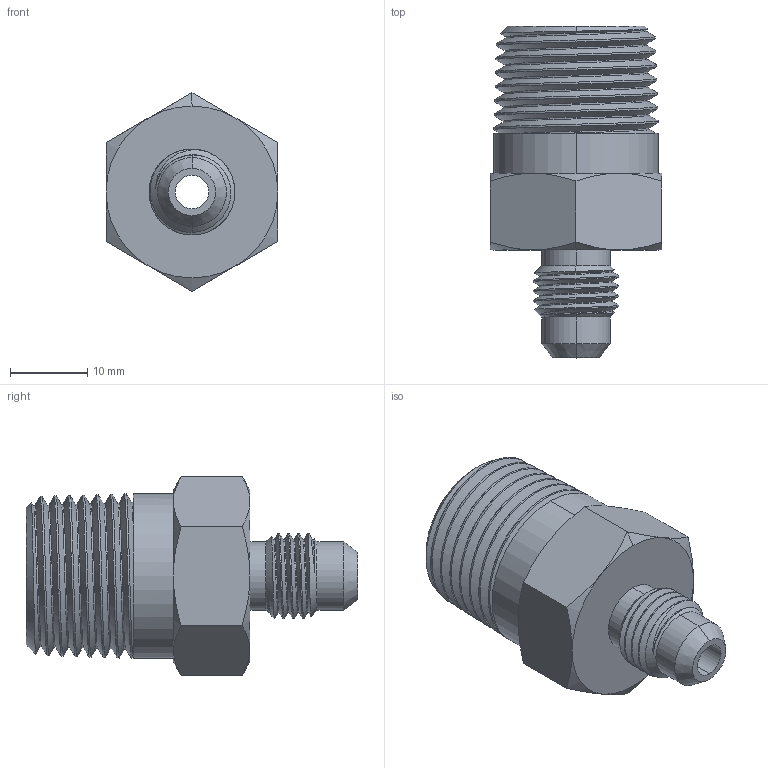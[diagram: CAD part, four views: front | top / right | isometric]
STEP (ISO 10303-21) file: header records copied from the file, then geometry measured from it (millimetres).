
FILE_DESCRIPTION(/* description */ (''),/* implementation_level */ '2;1');
FILE_NAME(/* name */ '2404-04-08.stp',/* time_stamp */ '2023-05-26T16:25:04-04:00',/* author */ ('esanner'),/* organization */ (''),/* preprocessor_version */ 'ST-DEVELOPER v19',/* originating_system */ 'AutoCAD Mechanical',/* authorisation */ '');
FILE_SCHEMA (('AUTOMOTIVE_DESIGN { 1 0 10303 214 3 1 1 }'));
Length unit declared in the file: millimetre
Products named in the file (1): Product
Bounding box: 22.23 x 42.93 x 25.66 mm (x, y, z)
Volume: 10637.9 mm3; surface area: 4409.1 mm2
Topology: 1 solids, 1 shells, 79 faces, 201 edges, 126 vertices
Faces by surface type: cone 40, cylinder 23, plane 11, bspline 5
Full cylindrical faces by diameter (mm): 9.463 x4
Entity records: 8272 total; most frequent: CARTESIAN_POINT 6572, ORIENTED_EDGE 402, DIRECTION 296, EDGE_CURVE 201, VERTEX_POINT 126, AXIS2_PLACEMENT_3D 121, EDGE_LOOP 83, FACE_OUTER_BOUND 79
